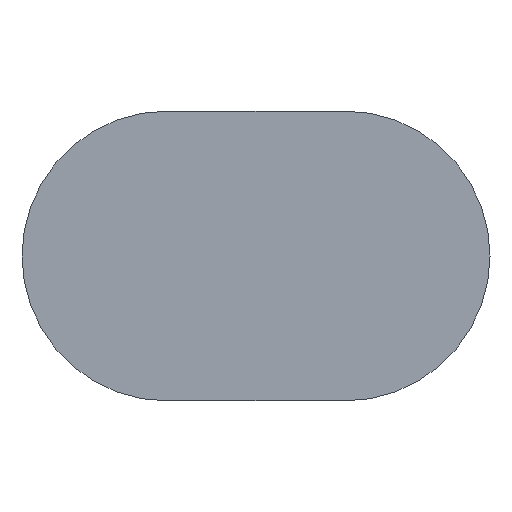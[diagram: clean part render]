
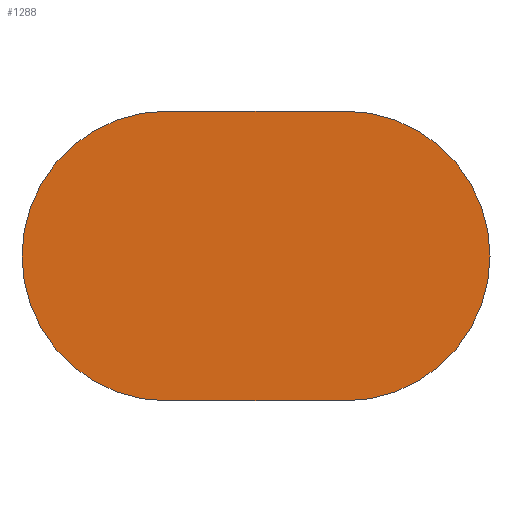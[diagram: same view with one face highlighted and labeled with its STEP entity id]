
A CAD part, front view. The second image highlights one B-rep face of the part: STEP entity #1288.
In plain terms, the highlighted planar face has unit normal (0, -1, 0).
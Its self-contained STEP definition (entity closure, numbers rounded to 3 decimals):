
#93 = EDGE_CURVE ( 'NONE', #1633, #1586, #2983, .T. ) ;
#318 = ORIENTED_EDGE ( 'NONE', *, *, #93, .T. ) ;
#388 = CARTESIAN_POINT ( 'NONE',  ( 0., 0., -3.25 ) ) ;
#390 = CARTESIAN_POINT ( 'NONE',  ( 0., 0., 3.25 ) ) ;
#445 = AXIS2_PLACEMENT_3D ( 'NONE', #2648, #3867, #2368 ) ;
#595 = DIRECTION ( 'NONE',  ( 0., 0., -1. ) ) ;
#607 = EDGE_CURVE ( 'NONE', #2828, #3304, #3178, .T. ) ;
#777 = DIRECTION ( 'NONE',  ( 0., 0., -1. ) ) ;
#947 = EDGE_CURVE ( 'NONE', #3304, #1633, #3128, .T. ) ;
#1058 = LINE ( 'NONE', #390, #2958 ) ;
#1288 = ADVANCED_FACE ( 'NONE', ( #3035 ), #1450, .F. ) ;
#1339 = CARTESIAN_POINT ( 'NONE',  ( 4., 0., -3.25 ) ) ;
#1450 = PLANE ( 'NONE',  #445 ) ;
#1549 = VECTOR ( 'NONE', #3723, 1000. ) ;
#1586 = VERTEX_POINT ( 'NONE', #2096 ) ;
#1633 = VERTEX_POINT ( 'NONE', #1339 ) ;
#1665 = ORIENTED_EDGE ( 'NONE', *, *, #2623, .T. ) ;
#1801 = CARTESIAN_POINT ( 'NONE',  ( 0., 0., 3.25 ) ) ;
#2042 = EDGE_LOOP ( 'NONE', ( #3322, #2451, #318, #1665 ) ) ;
#2096 = CARTESIAN_POINT ( 'NONE',  ( 4., 0., 3.25 ) ) ;
#2239 = CARTESIAN_POINT ( 'NONE',  ( 4., 0., 0. ) ) ;
#2253 = AXIS2_PLACEMENT_3D ( 'NONE', #2239, #2491, #777 ) ;
#2368 = DIRECTION ( 'NONE',  ( 0., 0., 1. ) ) ;
#2451 = ORIENTED_EDGE ( 'NONE', *, *, #947, .T. ) ;
#2491 = DIRECTION ( 'NONE',  ( 0., -1., 0. ) ) ;
#2547 = DIRECTION ( 'NONE',  ( -1., 0., 0. ) ) ;
#2623 = EDGE_CURVE ( 'NONE', #1586, #2828, #1058, .T. ) ;
#2648 = CARTESIAN_POINT ( 'NONE',  ( 0., 0., 0. ) ) ;
#2808 = AXIS2_PLACEMENT_3D ( 'NONE', #3343, #3365, #595 ) ;
#2828 = VERTEX_POINT ( 'NONE', #1801 ) ;
#2958 = VECTOR ( 'NONE', #2547, 1000. ) ;
#2983 = CIRCLE ( 'NONE', #2253, 3.25 ) ;
#3035 = FACE_OUTER_BOUND ( 'NONE', #2042, .T. ) ;
#3128 = LINE ( 'NONE', #3702, #1549 ) ;
#3178 = CIRCLE ( 'NONE', #2808, 3.25 ) ;
#3304 = VERTEX_POINT ( 'NONE', #388 ) ;
#3322 = ORIENTED_EDGE ( 'NONE', *, *, #607, .T. ) ;
#3343 = CARTESIAN_POINT ( 'NONE',  ( 0., 0., 0. ) ) ;
#3365 = DIRECTION ( 'NONE',  ( 0., -1., 0. ) ) ;
#3702 = CARTESIAN_POINT ( 'NONE',  ( 0., 0., -3.25 ) ) ;
#3723 = DIRECTION ( 'NONE',  ( 1., 0., 0. ) ) ;
#3867 = DIRECTION ( 'NONE',  ( 0., 1., 0. ) ) ;
